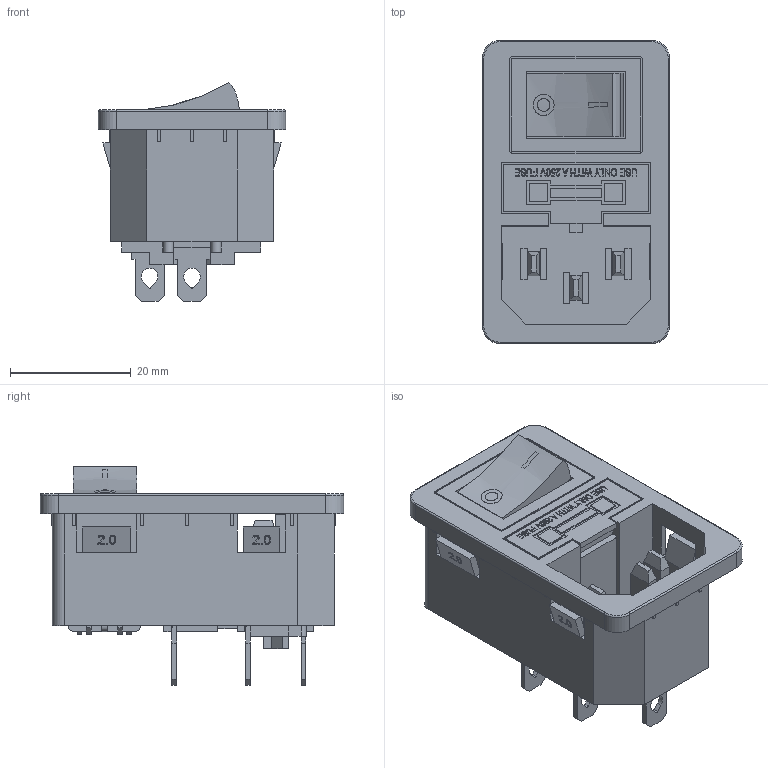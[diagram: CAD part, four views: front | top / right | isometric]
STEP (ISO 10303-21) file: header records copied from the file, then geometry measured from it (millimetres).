
FILE_DESCRIPTION(/* description */ (''),/* implementation_level */ '2;1');
FILE_NAME(/* name */ 'interlock_switch_male_wFuse v13.step',/* time_stamp */ '2023-01-16T20:17:28-03:00',/* author */ (''),/* organization */ (''),/* preprocessor_version */ 'ST-DEVELOPER v19.2',/* originating_system */ 'Autodesk Translation Framework v11.17.0.187',/* authorisation */ '');
FILE_SCHEMA (('AUTOMOTIVE_DESIGN { 1 0 10303 214 3 1 1 }'));
Length unit declared in the file: millimetre
Products named in the file (4): interlock_switch_male_wFuse; case; switch; jacks
Assembly tree (3 placements, depth 2):
  interlock_switch_male_wFuse
    case
    switch
    jacks
Bounding box: 31 x 50.2 x 36.19 mm (x, y, z)
Volume: 17848.8 mm3; surface area: 13126.6 mm2
Topology: 15 solids, 15 shells, 1220 faces, 3266 edges, 2164 vertices
Faces by surface type: plane 836, bspline 311, cylinder 69, torus 4
Full cylindrical faces by diameter (mm): 1 x1, 4.5 x1
Entity records: 41106 total; most frequent: CARTESIAN_POINT 12429, ORIENTED_EDGE 6532, DIRECTION 4612, EDGE_CURVE 3266, LINE 2508, VECTOR 2508, VERTEX_POINT 2164, EDGE_LOOP 1334
